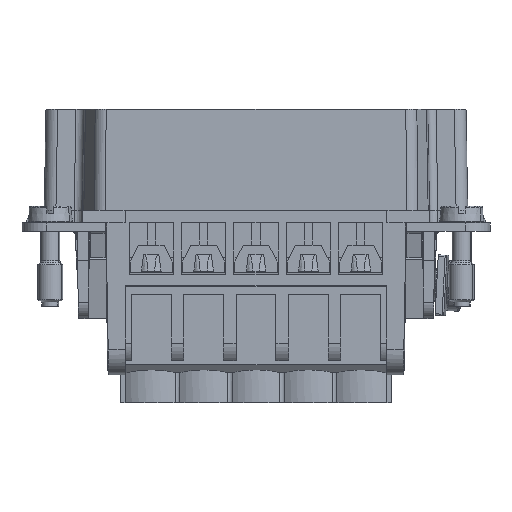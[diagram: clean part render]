
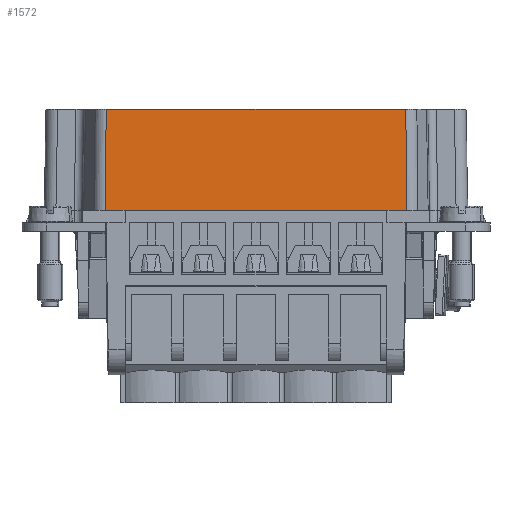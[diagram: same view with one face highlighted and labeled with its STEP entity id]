
A CAD part, left-side view. The second image highlights one B-rep face of the part: STEP entity #1572.
In plain terms, the highlighted planar face has unit normal (-1, 0, 0.018).
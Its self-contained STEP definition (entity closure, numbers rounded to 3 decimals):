
#1560=AXIS2_PLACEMENT_3D('Plane Axis2P3D',#1557,#1558,#1559) ;
#136=CARTESIAN_POINT('Vertex',(0.939,46.169,35.35)) ;
#139=CARTESIAN_POINT('Line Origine',(0.939,37.159,35.35)) ;
#143=CARTESIAN_POINT('Vertex',(0.939,28.15,35.35)) ;
#146=CARTESIAN_POINT('Line Origine',(0.939,19.141,35.35)) ;
#150=CARTESIAN_POINT('Vertex',(0.939,10.131,35.35)) ;
#1227=CARTESIAN_POINT('Line Origine',(0.726,36.025,23.15)) ;
#1231=CARTESIAN_POINT('Vertex',(0.726,28.15,23.15)) ;
#1233=CARTESIAN_POINT('Vertex',(0.726,43.9,23.15)) ;
#1236=CARTESIAN_POINT('Line Origine',(0.726,45.099,23.15)) ;
#1240=CARTESIAN_POINT('Vertex',(0.726,46.298,23.15)) ;
#1365=CARTESIAN_POINT('Vertex',(0.726,10.002,23.15)) ;
#1368=CARTESIAN_POINT('Line Origine',(0.726,11.201,23.15)) ;
#1372=CARTESIAN_POINT('Vertex',(0.726,12.4,23.15)) ;
#1375=CARTESIAN_POINT('Line Origine',(0.726,20.275,23.15)) ;
#1410=CARTESIAN_POINT('Line Origine',(0.833,10.067,29.25)) ;
#1545=CARTESIAN_POINT('Line Origine',(0.833,46.233,29.25)) ;
#1557=CARTESIAN_POINT('Axis2P3D Location',(0.7,79.35,21.65)) ;
#140=DIRECTION('Vector Direction',(0.,1.,0.)) ;
#147=DIRECTION('Vector Direction',(0.,1.,0.)) ;
#1228=DIRECTION('Vector Direction',(0.,1.,0.)) ;
#1237=DIRECTION('Vector Direction',(0.,1.,0.)) ;
#1369=DIRECTION('Vector Direction',(0.,1.,0.)) ;
#1376=DIRECTION('Vector Direction',(0.,1.,0.)) ;
#1411=DIRECTION('Vector Direction',(-0.017,-0.011,-1.)) ;
#1546=DIRECTION('Vector Direction',(-0.017,0.011,-1.)) ;
#1558=DIRECTION('Axis2P3D Direction',(-1.,0.,0.017)) ;
#1559=DIRECTION('Axis2P3D XDirection',(0.,1.,0.)) ;
#141=VECTOR('Line Direction',#140,1.) ;
#148=VECTOR('Line Direction',#147,1.) ;
#1229=VECTOR('Line Direction',#1228,1.) ;
#1238=VECTOR('Line Direction',#1237,1.) ;
#1370=VECTOR('Line Direction',#1369,1.) ;
#1377=VECTOR('Line Direction',#1376,1.) ;
#1412=VECTOR('Line Direction',#1411,1.) ;
#1547=VECTOR('Line Direction',#1546,1.) ;
#1563=ORIENTED_EDGE('',*,*,#152,.F.) ;
#1564=ORIENTED_EDGE('',*,*,#145,.F.) ;
#1565=ORIENTED_EDGE('',*,*,#1549,.T.) ;
#1566=ORIENTED_EDGE('',*,*,#1242,.F.) ;
#1567=ORIENTED_EDGE('',*,*,#1235,.F.) ;
#1568=ORIENTED_EDGE('',*,*,#1379,.F.) ;
#1569=ORIENTED_EDGE('',*,*,#1374,.F.) ;
#1570=ORIENTED_EDGE('',*,*,#1414,.F.) ;
#1572=ADVANCED_FACE('Hauptk\X2\00F6\X0\rper',(#1571),#1561,.T.) ;
#145=EDGE_CURVE('',#137,#144,#142,.F.) ;
#152=EDGE_CURVE('',#144,#151,#149,.F.) ;
#1235=EDGE_CURVE('',#1232,#1234,#1230,.T.) ;
#1242=EDGE_CURVE('',#1234,#1241,#1239,.T.) ;
#1374=EDGE_CURVE('',#1366,#1373,#1371,.T.) ;
#1379=EDGE_CURVE('',#1373,#1232,#1378,.T.) ;
#1414=EDGE_CURVE('',#151,#1366,#1413,.T.) ;
#1549=EDGE_CURVE('',#137,#1241,#1548,.T.) ;
#1562=EDGE_LOOP('',(#1563,#1564,#1565,#1566,#1567,#1568,#1569,#1570)) ;
#1571=FACE_OUTER_BOUND('',#1562,.T.) ;
#142=LINE('Line',#139,#141) ;
#149=LINE('Line',#146,#148) ;
#1230=LINE('Line',#1227,#1229) ;
#1239=LINE('Line',#1236,#1238) ;
#1371=LINE('Line',#1368,#1370) ;
#1378=LINE('Line',#1375,#1377) ;
#1413=LINE('Line',#1410,#1412) ;
#1548=LINE('Line',#1545,#1547) ;
#1561=PLANE('',#1560) ;
#137=VERTEX_POINT('',#136) ;
#144=VERTEX_POINT('',#143) ;
#151=VERTEX_POINT('',#150) ;
#1232=VERTEX_POINT('',#1231) ;
#1234=VERTEX_POINT('',#1233) ;
#1241=VERTEX_POINT('',#1240) ;
#1366=VERTEX_POINT('',#1365) ;
#1373=VERTEX_POINT('',#1372) ;
